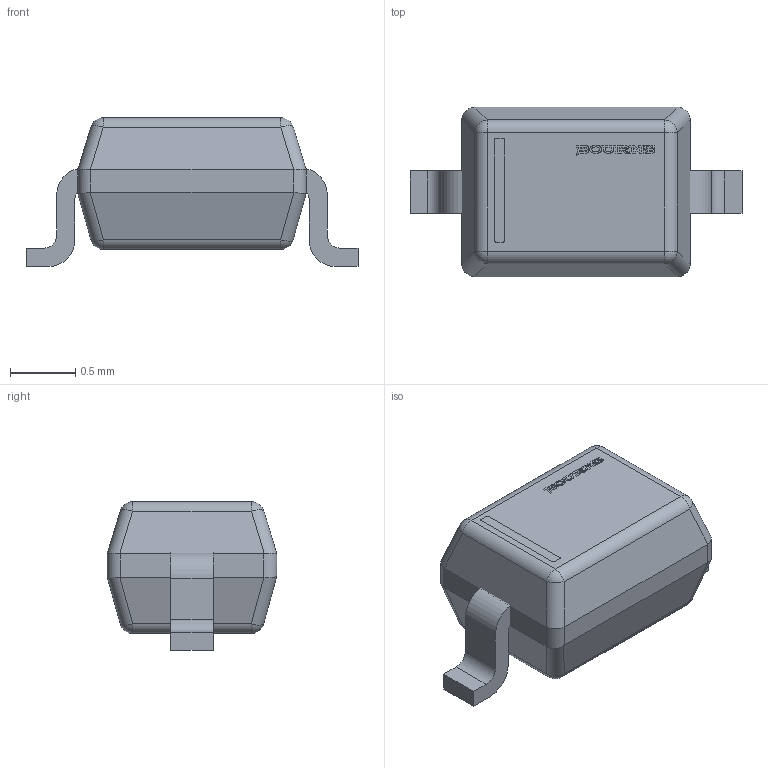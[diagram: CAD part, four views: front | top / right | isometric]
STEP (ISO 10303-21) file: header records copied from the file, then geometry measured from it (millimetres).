
FILE_DESCRIPTION(/* description */ (''),/* implementation_level */ '2;1');
FILE_NAME(/* name */ '1.stp',/* time_stamp */ '2020-01-08T13:04:36+02:00',/* author */ ('Karem'),/* organization */ (''),/* preprocessor_version */ 'ST-DEVELOPER v15.6',/* originating_system */ 'Autodesk Inventor 2015',/* authorisation */ '');
FILE_SCHEMA (('AUTOMOTIVE_DESIGN { 1 0 10303 214 3 1 1 }'));
Length unit declared in the file: millimetre
Products named in the file (4): 1; 2; Bourns Logo
Bounding box: 2.54 x 1.3 x 1.14 mm (x, y, z)
Volume: 2.1 mm3; surface area: 10.9 mm2
Topology: 10 solids, 10 shells, 300 faces, 816 edges, 536 vertices
Faces by surface type: plane 137, bspline 123, cylinder 32, sphere 8
Entity records: 10179 total; most frequent: CARTESIAN_POINT 3320, ORIENTED_EDGE 1632, DIRECTION 994, EDGE_CURVE 816, VERTEX_POINT 536, LINE 486, VECTOR 486, EDGE_LOOP 308
